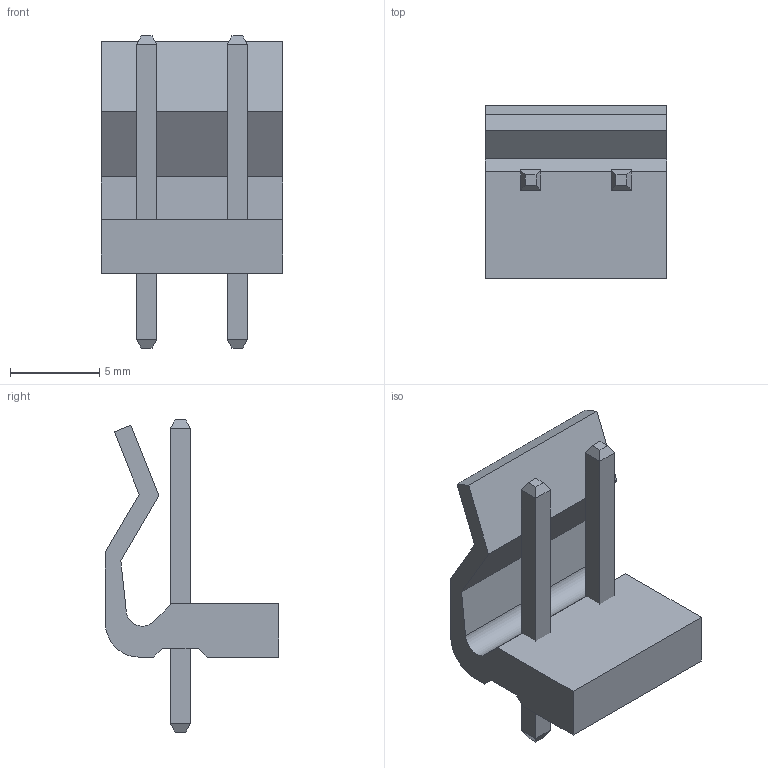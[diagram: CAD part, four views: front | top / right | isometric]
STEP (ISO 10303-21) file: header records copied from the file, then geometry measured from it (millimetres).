
FILE_DESCRIPTION(('FreeCAD Model'),'2;1');
FILE_NAME('Part_cp.step','2020-04-17T12:28:58',('kicad StepUp'),( 'ksu MCAD'),'Open CASCADE STEP processor 7.3','FreeCAD','Unknown');
FILE_SCHEMA(('AUTOMOTIVE_DESIGN { 1 0 10303 214 1 1 1 1 }'));
Length unit declared in the file: millimetre
Products named in the file (1): Part_cp
Bounding box: 10.16 x 9.7 x 17.5 mm (x, y, z)
Volume: 404.5 mm3; surface area: 713.3 mm2
Topology: 3 solids, 3 shells, 47 faces, 107 edges, 66 vertices
Faces by surface type: plane 29, bspline 16, cylinder 2
Entity records: 1599 total; most frequent: CARTESIAN_POINT 285, ORIENTED_EDGE 214, DIRECTION 159, EDGE_CURVE 107, LINE 87, VECTOR 87, VERTEX_POINT 66, ADVANCED_FACE 47
